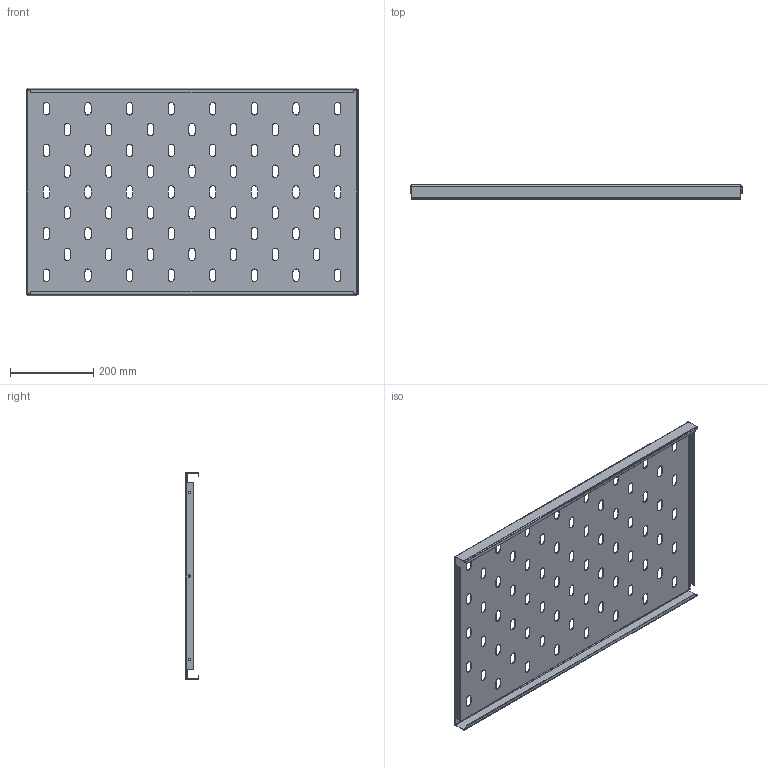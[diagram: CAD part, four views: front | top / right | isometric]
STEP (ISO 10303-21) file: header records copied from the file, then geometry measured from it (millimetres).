
FILE_DESCRIPTION (( 'STEP AP214' ), '1' );
FILE_NAME ('945.196.STEP', '2024-10-04T08:49:47', ( '' ), ( '' ), 'SwSTEP 2.0', 'SolidWorks 2021', '' );
FILE_SCHEMA (( 'AUTOMOTIVE_DESIGN' ));
Length unit declared in the file: millimetre
Products named in the file (1): 945.196
Bounding box: 798 x 33 x 498 mm (x, y, z)
Volume: 669042.6 mm3; surface area: 904269.6 mm2
Topology: 1 solids, 1 shells, 438 faces, 1268 edges, 832 vertices
Faces by surface type: cylinder 252, plane 186
Entity records: 14918 total; most frequent: DIRECTION 2642, CARTESIAN_POINT 2587, ORIENTED_EDGE 2536, EDGE_CURVE 1268, AXIS2_PLACEMENT_3D 943, VERTEX_POINT 832, LINE 756, VECTOR 756
